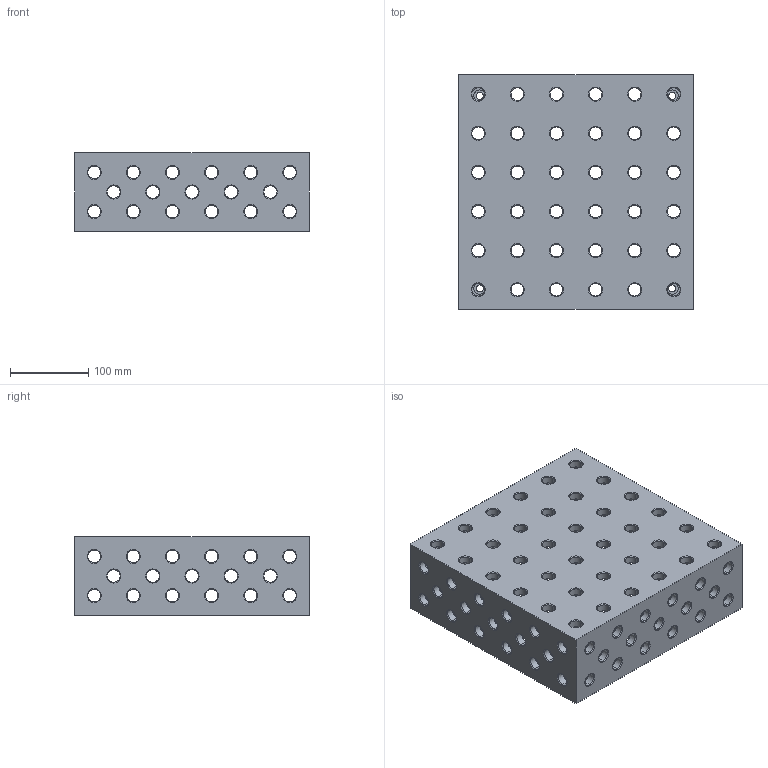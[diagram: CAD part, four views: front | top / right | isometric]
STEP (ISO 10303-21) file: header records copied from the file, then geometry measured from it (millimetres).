
FILE_DESCRIPTION(('STEP AP214'),'1');
FILE_NAME('160280.STP','2011-09-06T07:51:45',(' '),(' '),'Spatial InterOp 3D',' ',' ');
FILE_SCHEMA(('automotive_design'));
Length unit declared in the file: millimetre
Products named in the file (1): Quader
Bounding box: 300 x 300 x 100 mm (x, y, z)
Volume: 2068203 mm3; surface area: 418248.8 mm2
Topology: 1 solids, 1 shells, 875 faces, 1980 edges, 1320 vertices
Faces by surface type: cone 416, plane 235, cylinder 224
Entity records: 32670 total; most frequent: DIRECTION 5012, CARTESIAN_POINT 4176, ORIENTED_EDGE 3960, AXIS2_PLACEMENT_3D 2156, EDGE_CURVE 1980, VERTEX_POINT 1320, EDGE_LOOP 1304, CIRCLE 1280
